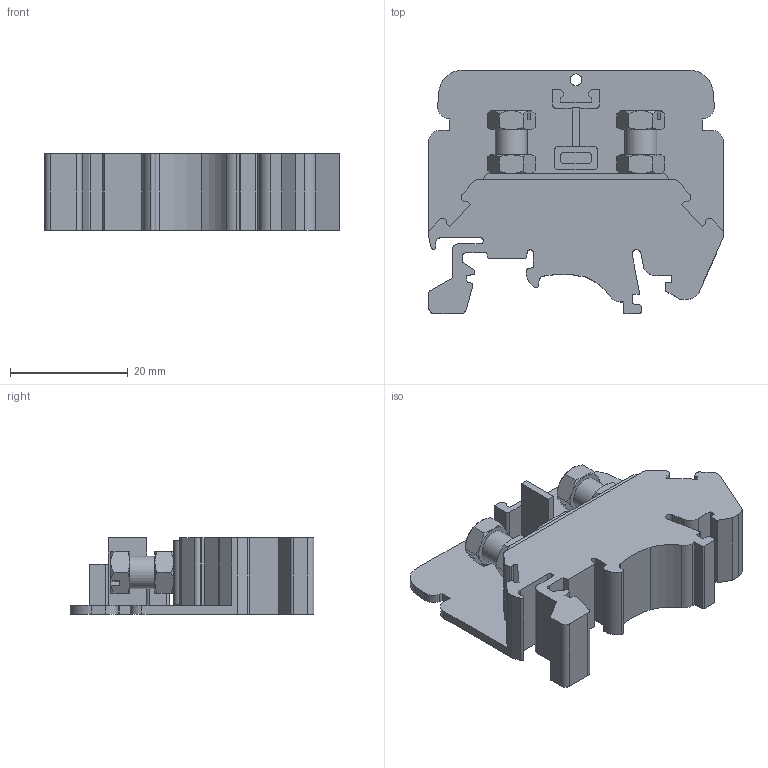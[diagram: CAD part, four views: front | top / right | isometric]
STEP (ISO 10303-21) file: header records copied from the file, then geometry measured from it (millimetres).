
FILE_DESCRIPTION(/* description */ ('Unknown'),/* implementation_level */ '2;1');
FILE_NAME(/* name */ 'KABTM4_GY_3D',/* time_stamp */ '2019-10-19T09:39:04+05:00',/* author */ ('Unknown'),/* organization */ ('Unknown'),/* preprocessor_version */ 'ST-DEVELOPER v16.7',/* originating_system */ 'DEX',/* authorisation */ $);
FILE_SCHEMA (('AUTOMOTIVE_DESIGN {1 0 10303 214 3 1 1}'));
Length unit declared in the file: millimetre
Products named in the file (1): KABTM4
Bounding box: 50 x 41.4 x 13 mm (x, y, z)
Volume: 12373 mm3; surface area: 7458.2 mm2
Topology: 1 solids, 3 shells, 275 faces, 749 edges, 491 vertices
Faces by surface type: plane 154, cylinder 65, cone 54, bspline 2
Full cylindrical faces by diameter (mm): 2 x1, 4 x2, 4.2 x2, 5.5 x2
Entity records: 10650 total; most frequent: CARTESIAN_POINT 1881, ORIENTED_EDGE 1462, DIRECTION 1351, EDGE_CURVE 731, VERTEX_POINT 486, AXIS2_PLACEMENT_3D 458, LINE 435, VECTOR 435
